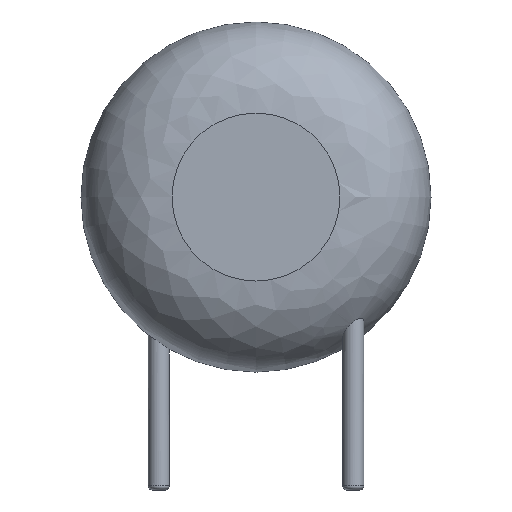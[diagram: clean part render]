
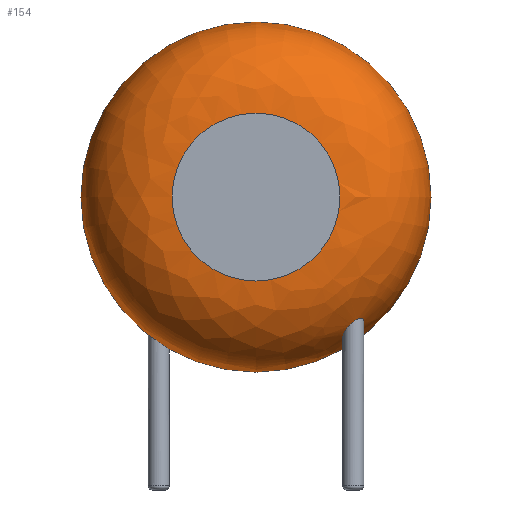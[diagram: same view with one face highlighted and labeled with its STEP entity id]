
A CAD part, front view. The second image highlights one B-rep face of the part: STEP entity #154.
In plain terms, the highlighted face is a revolution surface.
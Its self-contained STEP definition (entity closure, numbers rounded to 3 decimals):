
#24 = VERTEX_POINT('',#25);
#25 = CARTESIAN_POINT('',(7.,-1.209,4.53));
#31 = EDGE_CURVE('',#24,#24,#32,.T.);
#32 = CIRCLE('',#33,4.5);
#33 = AXIS2_PLACEMENT_3D('',#34,#35,#36);
#34 = CARTESIAN_POINT('',(2.5,-1.209,4.53));
#35 = DIRECTION('',(0.,-1.,0.));
#36 = DIRECTION('',(1.,0.,0.));
#154 = ADVANCED_FACE('',(#155,#175),#243,.T.);
#155 = FACE_BOUND('',#156,.T.);
#156 = EDGE_LOOP('',(#157,#158,#167,#174));
#157 = ORIENTED_EDGE('',*,*,#31,.T.);
#158 = ORIENTED_EDGE('',*,*,#159,.T.);
#159 = EDGE_CURVE('',#24,#160,#162,.T.);
#160 = VERTEX_POINT('',#161);
#161 = CARTESIAN_POINT('',(4.659,-3.55,4.53));
#162 = CIRCLE('',#163,2.341);
#163 = AXIS2_PLACEMENT_3D('',#164,#165,#166);
#164 = CARTESIAN_POINT('',(4.659,-1.209,4.53));
#165 = DIRECTION('',(0.,0.,-1.));
#166 = DIRECTION('',(1.,0.,0.));
#167 = ORIENTED_EDGE('',*,*,#168,.F.);
#168 = EDGE_CURVE('',#160,#160,#169,.T.);
#169 = CIRCLE('',#170,2.159);
#170 = AXIS2_PLACEMENT_3D('',#171,#172,#173);
#171 = CARTESIAN_POINT('',(2.5,-3.55,4.53));
#172 = DIRECTION('',(0.,-1.,0.));
#173 = DIRECTION('',(1.,0.,0.));
#174 = ORIENTED_EDGE('',*,*,#159,.F.);
#175 = FACE_BOUND('',#176,.T.);
#176 = EDGE_LOOP('',(#177,#196));
#177 = ORIENTED_EDGE('',*,*,#178,.T.);
#178 = EDGE_CURVE('',#179,#181,#183,.T.);
#179 = VERTEX_POINT('',#180);
#180 = CARTESIAN_POINT('',(5.27,-2.3,1.333));
#181 = VERTEX_POINT('',#182);
#182 = CARTESIAN_POINT('',(5.006,-2.03,0.973
));
#183 = B_SPLINE_CURVE_WITH_KNOTS('',6,(#184,#185,#186,#187,#188,#189,
#190,#191,#192,#193,#194,#195),.UNSPECIFIED.,.F.,.F.,(7,5,7),(
0.,0.469,1.),.UNSPECIFIED.);
#184 = CARTESIAN_POINT('',(5.27,-2.3,1.333));
#185 = CARTESIAN_POINT('',(5.27,-2.267,1.31));
#186 = CARTESIAN_POINT('',(5.265,-2.234,1.284
));
#187 = CARTESIAN_POINT('',(5.256,-2.203,1.257
));
#188 = CARTESIAN_POINT('',(5.242,-2.174,1.228
));
#189 = CARTESIAN_POINT('',(5.224,-2.146,1.198)
);
#190 = CARTESIAN_POINT('',(5.179,-2.095,1.133
));
#191 = CARTESIAN_POINT('',(5.151,-2.071,1.099
));
#192 = CARTESIAN_POINT('',(5.118,-2.052,1.064
));
#193 = CARTESIAN_POINT('',(5.082,-2.038,1.031)
);
#194 = CARTESIAN_POINT('',(5.044,-2.031,1.)
);
#195 = CARTESIAN_POINT('',(5.006,-2.03,0.973
));
#196 = ORIENTED_EDGE('',*,*,#197,.T.);
#197 = EDGE_CURVE('',#181,#179,#198,.T.);
#198 = B_SPLINE_CURVE_WITH_KNOTS('',7,(#199,#200,#201,#202,#203,#204,
#205,#206,#207,#208,#209,#210,#211,#212,#213,#214,#215,#216,#217,
#218,#219,#220,#221,#222,#223,#224,#225,#226,#227,#228,#229,#230,
#231,#232,#233,#234,#235,#236,#237,#238,#239,#240,#241,#242),
.UNSPECIFIED.,.F.,.F.,(8,6,6,6,6,6,6,8),(0.,0.198,
0.364,0.521,0.67,0.809,
0.925,1.),.UNSPECIFIED.);
#199 = CARTESIAN_POINT('',(5.006,-2.03,0.973
));
#200 = CARTESIAN_POINT('',(4.969,-2.029,0.947
));
#201 = CARTESIAN_POINT('',(4.932,-2.034,0.923
));
#202 = CARTESIAN_POINT('',(4.895,-2.045,0.904
));
#203 = CARTESIAN_POINT('',(4.86,-2.062,0.889)
);
#204 = CARTESIAN_POINT('',(4.829,-2.085,0.88
));
#205 = CARTESIAN_POINT('',(4.802,-2.113,0.876)
);
#206 = CARTESIAN_POINT('',(4.761,-2.17,0.88)
);
#207 = CARTESIAN_POINT('',(4.747,-2.198,0.886)
);
#208 = CARTESIAN_POINT('',(4.736,-2.228,0.896
));
#209 = CARTESIAN_POINT('',(4.73,-2.258,0.909)
);
#210 = CARTESIAN_POINT('',(4.727,-2.289,0.926
));
#211 = CARTESIAN_POINT('',(4.729,-2.319,0.946
));
#212 = CARTESIAN_POINT('',(4.739,-2.375,0.989
));
#213 = CARTESIAN_POINT('',(4.747,-2.401,1.012
));
#214 = CARTESIAN_POINT('',(4.758,-2.426,1.037)
);
#215 = CARTESIAN_POINT('',(4.772,-2.449,1.063)
);
#216 = CARTESIAN_POINT('',(4.788,-2.471,1.09)
);
#217 = CARTESIAN_POINT('',(4.806,-2.49,1.118
));
#218 = CARTESIAN_POINT('',(4.846,-2.523,1.172
));
#219 = CARTESIAN_POINT('',(4.867,-2.537,1.199
));
#220 = CARTESIAN_POINT('',(4.89,-2.549,1.225)
);
#221 = CARTESIAN_POINT('',(4.914,-2.559,1.251)
);
#222 = CARTESIAN_POINT('',(4.94,-2.565,1.276
));
#223 = CARTESIAN_POINT('',(4.966,-2.569,1.299));
#224 = CARTESIAN_POINT('',(5.018,-2.571,1.341
));
#225 = CARTESIAN_POINT('',(5.043,-2.569,1.359
));
#226 = CARTESIAN_POINT('',(5.069,-2.564,1.376
));
#227 = CARTESIAN_POINT('',(5.094,-2.556,1.389
));
#228 = CARTESIAN_POINT('',(5.119,-2.545,1.4)
);
#229 = CARTESIAN_POINT('',(5.142,-2.531,1.407
));
#230 = CARTESIAN_POINT('',(5.181,-2.502,1.414
));
#231 = CARTESIAN_POINT('',(5.197,-2.486,1.415)
);
#232 = CARTESIAN_POINT('',(5.212,-2.47,1.413
));
#233 = CARTESIAN_POINT('',(5.225,-2.452,1.41
));
#234 = CARTESIAN_POINT('',(5.237,-2.433,1.404
));
#235 = CARTESIAN_POINT('',(5.246,-2.413,1.397)
);
#236 = CARTESIAN_POINT('',(5.258,-2.38,1.381
));
#237 = CARTESIAN_POINT('',(5.262,-2.367,1.375)
);
#238 = CARTESIAN_POINT('',(5.265,-2.354,1.367
));
#239 = CARTESIAN_POINT('',(5.268,-2.34,1.36
));
#240 = CARTESIAN_POINT('',(5.269,-2.327,1.351
));
#241 = CARTESIAN_POINT('',(5.27,-2.313,1.342));
#242 = CARTESIAN_POINT('',(5.27,-2.3,1.333));
#243 = SURFACE_OF_REVOLUTION('',#244,#257);
#244 = B_SPLINE_CURVE_WITH_KNOTS('',6,(#245,#246,#247,#248,#249,#250,
#251,#252,#253,#254,#255,#256),.UNSPECIFIED.,.F.,.F.,(7,5,7),(
0.,0.785,1.571),.UNSPECIFIED.);
#245 = CARTESIAN_POINT('',(7.,-1.209,4.53));
#246 = CARTESIAN_POINT('',(7.,-1.515,4.53));
#247 = CARTESIAN_POINT('',(6.952,-1.822,4.53));
#248 = CARTESIAN_POINT('',(6.856,-2.119,4.53));
#249 = CARTESIAN_POINT('',(6.714,-2.397,4.53));
#250 = CARTESIAN_POINT('',(6.531,-2.647,4.53));
#251 = CARTESIAN_POINT('',(6.097,-3.081,4.53));
#252 = CARTESIAN_POINT('',(5.847,-3.264,4.53));
#253 = CARTESIAN_POINT('',(5.569,-3.406,4.53));
#254 = CARTESIAN_POINT('',(5.272,-3.502,4.53));
#255 = CARTESIAN_POINT('',(4.965,-3.55,4.53));
#256 = CARTESIAN_POINT('',(4.659,-3.55,4.53));
#257 = AXIS1_PLACEMENT('',#258,#259);
#258 = CARTESIAN_POINT('',(2.5,-1.209,4.53));
#259 = DIRECTION('',(0.,-1.,0.));
